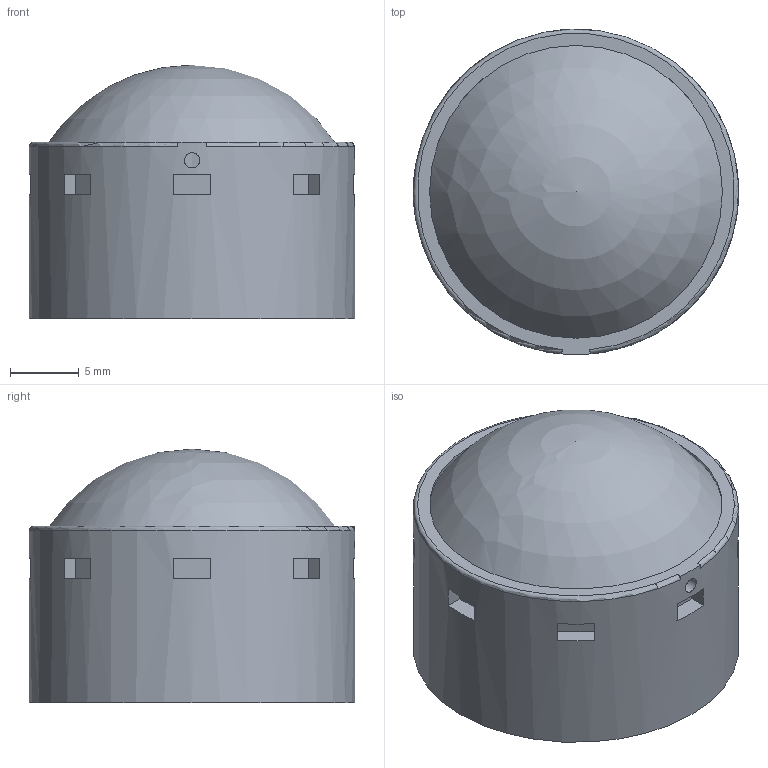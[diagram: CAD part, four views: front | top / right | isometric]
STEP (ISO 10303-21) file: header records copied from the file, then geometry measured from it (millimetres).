
FILE_DESCRIPTION(/* description */ (''),/* implementation_level */ '2;1');
FILE_NAME(/* name */ '8mm shorter 20mm tip.step',/* time_stamp */ '2025-07-23T16:50:50+01:00',/* author */ (''),/* organization */ (''),/* preprocessor_version */ 'ST-DEVELOPER v20.1',/* originating_system */ 'Autodesk Translation Framework v14.10.0.0',/* authorisation */ '');
FILE_SCHEMA (('AUTOMOTIVE_DESIGN { 1 0 10303 214 3 1 1 }'));
Length unit declared in the file: millimetre
Products named in the file (2): 20mm tip 下降4mm; markers
Assembly tree (1 placements, depth 2):
  20mm tip 下降4mm
    markers
Bounding box: 23.6 x 23.6 x 18.4 mm (x, y, z)
Volume: 1827.4 mm3; surface area: 3696.1 mm2
Topology: 96 solids, 96 shells, 1004 faces, 2013 edges, 1300 vertices
Faces by surface type: plane 695, cylinder 118, torus 95, cone 94, sphere 2
Full cylindrical faces by diameter (mm): 0.643 x94, 1.1 x1, 18.5 x1, 20.5 x1, 21.232 x1, 23.6 x1
Entity records: 26201 total; most frequent: DIRECTION 4863, CARTESIAN_POINT 4386, ORIENTED_EDGE 4024, EDGE_CURVE 2012, AXIS2_PLACEMENT_3D 1847, VERTEX_POINT 1300, LINE 1169, VECTOR 1169
